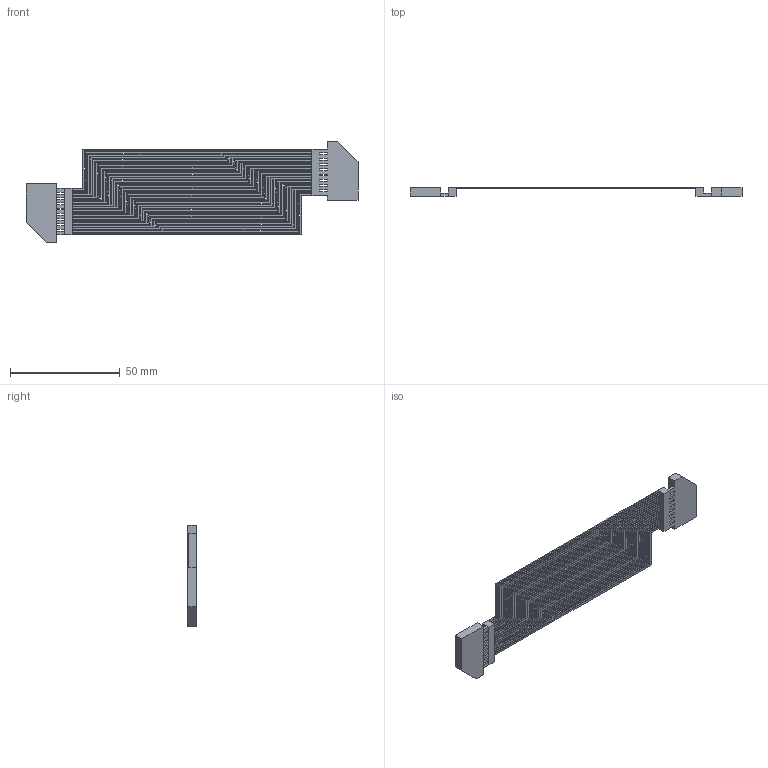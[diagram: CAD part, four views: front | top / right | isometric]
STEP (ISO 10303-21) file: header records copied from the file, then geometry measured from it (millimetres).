
FILE_DESCRIPTION (( 'STEP AP214' ), '1' );
FILE_NAME ('流道_阴极_忽略退刀槽_圆角.STEP', '2023-12-09T21:15:00', ( '' ), ( '' ), 'SwSTEP 2.0', 'SolidWorks 2022', '' );
FILE_SCHEMA (( 'AUTOMOTIVE_DESIGN' ));
Length unit declared in the file: millimetre
Products named in the file (1): 流道_阴极_忽略退刀槽_圆角
Bounding box: 151.5 x 4 x 46.5 mm (x, y, z)
Volume: 4821.9 mm3; surface area: 12069.9 mm2
Topology: 11 solids, 11 shells, 386 faces, 1212 edges, 808 vertices
Faces by surface type: plane 386
Entity records: 13440 total; most frequent: ORIENTED_EDGE 2424, CARTESIAN_POINT 2407, DIRECTION 1986, VECTOR 1212, LINE 1212, EDGE_CURVE 1212, VERTEX_POINT 808, EDGE_LOOP 426
